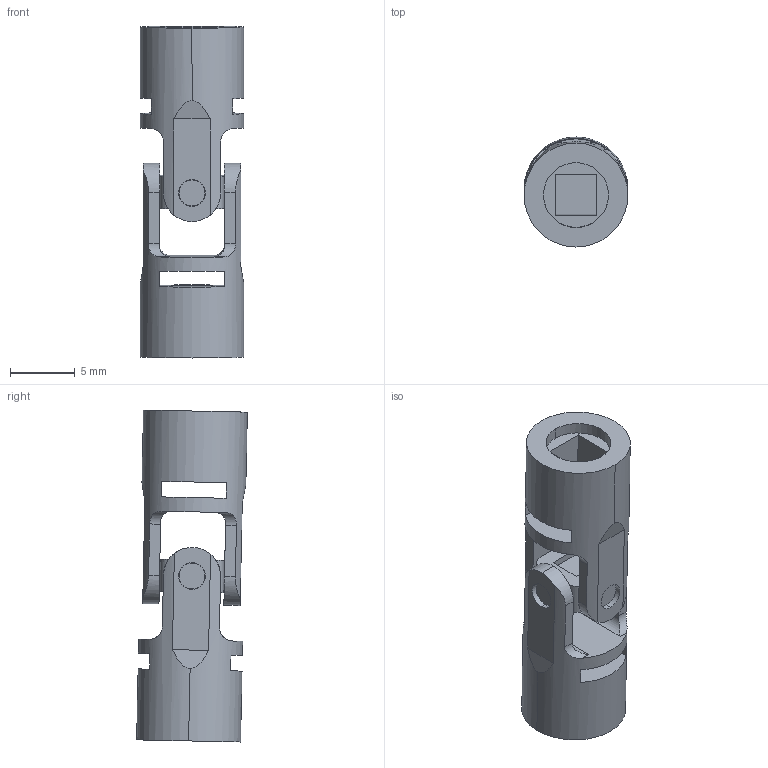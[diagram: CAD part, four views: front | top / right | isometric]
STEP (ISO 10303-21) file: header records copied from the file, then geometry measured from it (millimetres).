
FILE_DESCRIPTION (( 'STEP AP214' ), '1' );
FILE_NAME ('228-2500-350.STEP', '2015-04-28T22:36:37', ( '' ), ( '' ), 'SwSTEP 2.0', 'SolidWorks 2014', '' );
FILE_SCHEMA (( 'AUTOMOTIVE_DESIGN' ));
Length unit declared in the file: millimetre
Products named in the file (3): 228-2500-350; 228-2500-349 Rev2_Instruction; 228-2500-348 Rev4_Instruction
Assembly tree (3 placements, depth 2):
  228-2500-350
    228-2500-349 Rev2_Instruction
    228-2500-348 Rev4_Instruction  x2
Bounding box: 8 x 8.52 x 25.56 mm (x, y, z)
Volume: 751.5 mm3; surface area: 1251.5 mm2
Topology: 3 solids, 3 shells, 110 faces, 288 edges, 192 vertices
Faces by surface type: plane 62, cylinder 48
Entity records: 2372 total; most frequent: CARTESIAN_POINT 501, DIRECTION 374, ORIENTED_EDGE 360, EDGE_CURVE 180, AXIS2_PLACEMENT_3D 133, VERTEX_POINT 120, VECTOR 108, LINE 108
